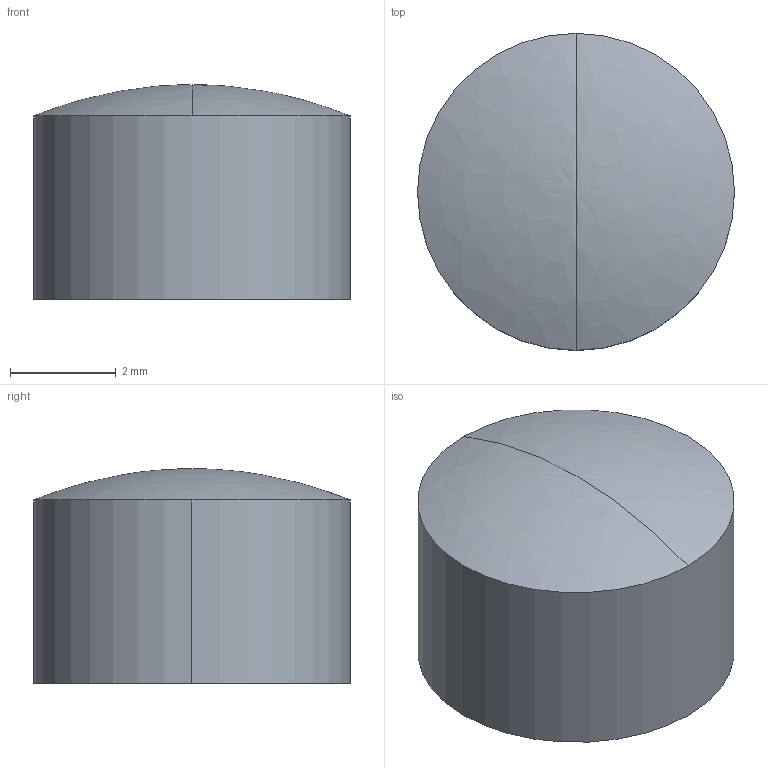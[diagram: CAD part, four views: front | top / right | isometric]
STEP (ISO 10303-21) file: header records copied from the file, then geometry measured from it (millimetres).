
FILE_DESCRIPTION (( 'STEP AP214' ), '1' );
FILE_NAME ('23430-E0W.STEP', '2012-02-16T20:44:11', ( 'Admin' ), ( '' ), 'SwSTEP 2.0', 'SolidWorks 2011', '' );
FILE_SCHEMA (( 'AUTOMOTIVE_DESIGN' ));
Length unit declared in the file: millimetre
Products named in the file (1): 23430-E0W
Bounding box: 6 x 6 x 4.06 mm (x, y, z)
Volume: 105.9 mm3; surface area: 123.1 mm2
Topology: 1 solids, 1 shells, 7 faces, 15 edges, 9 vertices
Faces by surface type: bspline 4, cylinder 2, plane 1
Entity records: 481 total; most frequent: CARTESIAN_POINT 242, ORIENTED_EDGE 26, DIRECTION 24, EDGE_CURVE 13, AXIS2_PLACEMENT_3D 11, UNCERTAINTY_MEASURE_WITH_UNIT 10, VERTEX_POINT 9, MECHANICAL_DESIGN_GEOMETRIC_PRESENTATION_REPRESENTATION 9
